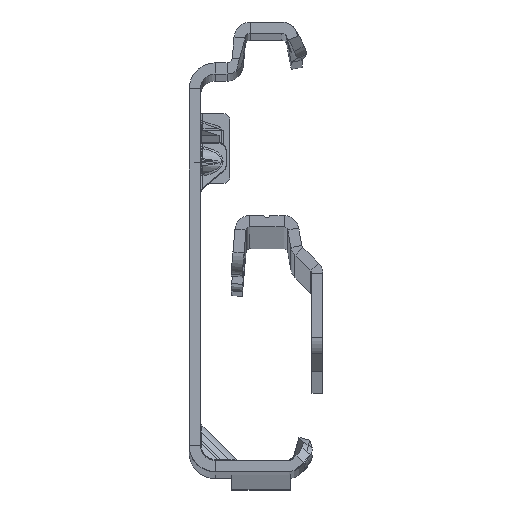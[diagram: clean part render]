
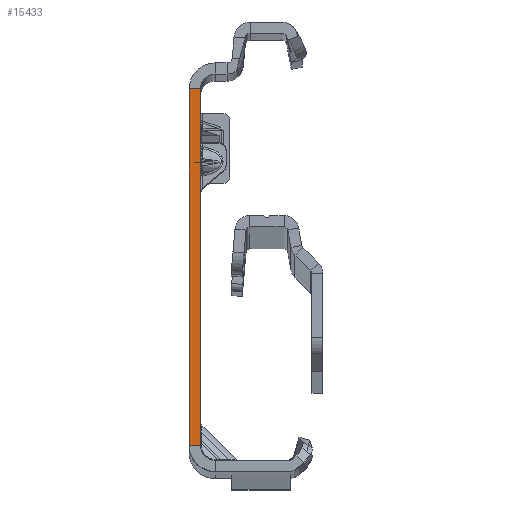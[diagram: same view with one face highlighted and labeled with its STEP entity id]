
A CAD part, top view. The second image highlights one B-rep face of the part: STEP entity #15433.
In plain terms, the highlighted planar face has unit normal (0, 0, 1).
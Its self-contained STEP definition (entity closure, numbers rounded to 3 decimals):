
#5 = DIRECTION ( 'NONE',  ( 0., 0., 1. ) ) ;
#99 = LINE ( 'NONE', #10756, #13827 ) ;
#166 = LINE ( 'NONE', #6320, #8948 ) ;
#1015 = ORIENTED_EDGE ( 'NONE', *, *, #6784, .T. ) ;
#1132 = DIRECTION ( 'NONE',  ( 1., 0., 0. ) ) ;
#1216 = PLANE ( 'NONE',  #3009 ) ;
#2276 = ORIENTED_EDGE ( 'NONE', *, *, #3194, .F. ) ;
#3009 = AXIS2_PLACEMENT_3D ( 'NONE', #6087, #5, #1132 ) ;
#3153 = DIRECTION ( 'NONE',  ( -1., 0., 0. ) ) ;
#3194 = EDGE_CURVE ( 'NONE', #3811, #8941, #166, .T. ) ;
#3403 = CARTESIAN_POINT ( 'NONE',  ( 0., 22.135, 0. ) ) ;
#3409 = EDGE_CURVE ( 'NONE', #3811, #13303, #14438, .T. ) ;
#3811 = VERTEX_POINT ( 'NONE', #14107 ) ;
#4366 = CARTESIAN_POINT ( 'NONE',  ( 0., -25.865, 0. ) ) ;
#5291 = VECTOR ( 'NONE', #3153, 1000. ) ;
#5419 = VECTOR ( 'NONE', #8121, 1000. ) ;
#5640 = VERTEX_POINT ( 'NONE', #7121 ) ;
#6087 = CARTESIAN_POINT ( 'NONE',  ( -1.5, -27.865, 0. ) ) ;
#6320 = CARTESIAN_POINT ( 'NONE',  ( 0., -27.865, 0. ) ) ;
#6784 = EDGE_CURVE ( 'NONE', #13303, #5640, #99, .T. ) ;
#7121 = CARTESIAN_POINT ( 'NONE',  ( -1.5, -25.865, 0. ) ) ;
#7395 = EDGE_LOOP ( 'NONE', ( #2276, #12116, #1015, #8765 ) ) ;
#7501 = DIRECTION ( 'NONE',  ( 0., -1., 0. ) ) ;
#8121 = DIRECTION ( 'NONE',  ( -1., 0., 0. ) ) ;
#8559 = DIRECTION ( 'NONE',  ( 0., -1., 0. ) ) ;
#8728 = EDGE_CURVE ( 'NONE', #8941, #5640, #11745, .T. ) ;
#8765 = ORIENTED_EDGE ( 'NONE', *, *, #8728, .F. ) ;
#8941 = VERTEX_POINT ( 'NONE', #14739 ) ;
#8948 = VECTOR ( 'NONE', #7501, 1000. ) ;
#9156 = CARTESIAN_POINT ( 'NONE',  ( -1.5, 22.135, 0. ) ) ;
#10756 = CARTESIAN_POINT ( 'NONE',  ( -1.5, -27.865, 0. ) ) ;
#11745 = LINE ( 'NONE', #4366, #5291 ) ;
#12116 = ORIENTED_EDGE ( 'NONE', *, *, #3409, .T. ) ;
#13303 = VERTEX_POINT ( 'NONE', #9156 ) ;
#13827 = VECTOR ( 'NONE', #8559, 1000. ) ;
#14107 = CARTESIAN_POINT ( 'NONE',  ( 0., 22.135, 0. ) ) ;
#14438 = LINE ( 'NONE', #3403, #5419 ) ;
#14739 = CARTESIAN_POINT ( 'NONE',  ( 0., -25.865, 0. ) ) ;
#15433 = ADVANCED_FACE ( 'NONE', ( #15656 ), #1216, .T. ) ;
#15656 = FACE_OUTER_BOUND ( 'NONE', #7395, .T. ) ;
